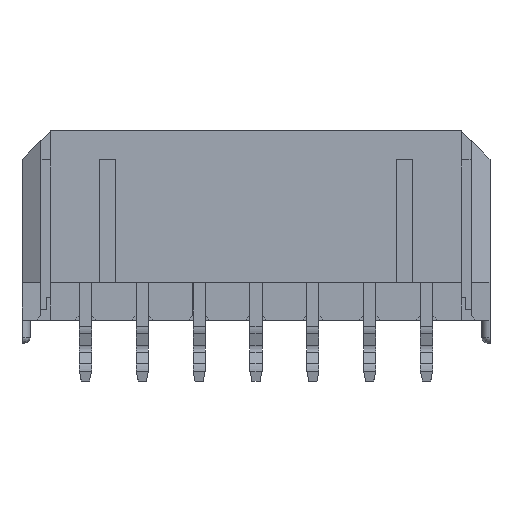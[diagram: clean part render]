
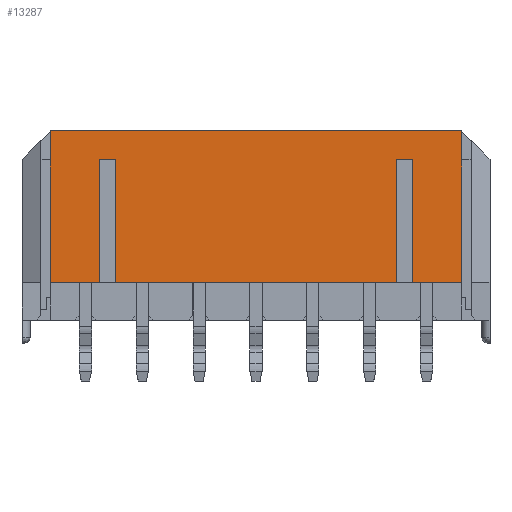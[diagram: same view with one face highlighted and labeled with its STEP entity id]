
A CAD part, top view. The second image highlights one B-rep face of the part: STEP entity #13287.
In plain terms, the highlighted planar face has unit normal (0, 0, 1).
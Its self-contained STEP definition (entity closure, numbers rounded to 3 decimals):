
#1620=DIRECTION('',(0.,1.,0.));
#1621=VECTOR('',#1620,6.5);
#1622=CARTESIAN_POINT('',(-7.425,2.,3.4));
#1623=LINE('',#1622,#1621);
#1624=DIRECTION('',(-1.,0.,0.));
#1625=VECTOR('',#1624,0.85);
#1626=CARTESIAN_POINT('',(-7.425,8.5,3.4));
#1627=LINE('',#1626,#1625);
#1628=DIRECTION('',(0.,-1.,0.));
#1629=VECTOR('',#1628,6.5);
#1630=CARTESIAN_POINT('',(-8.275,8.5,3.4));
#1631=LINE('',#1630,#1629);
#1632=DIRECTION('',(1.,0.,0.));
#1633=VECTOR('',#1632,2.575);
#1634=CARTESIAN_POINT('',(-10.85,2.,3.4));
#1635=LINE('',#1634,#1633);
#1636=DIRECTION('',(0.,1.,0.));
#1637=VECTOR('',#1636,8.);
#1638=CARTESIAN_POINT('',(-10.85,2.,3.4));
#1639=LINE('',#1638,#1637);
#1640=DIRECTION('',(-1.,0.,0.));
#1641=VECTOR('',#1640,21.7);
#1642=CARTESIAN_POINT('',(10.85,10.,3.4));
#1643=LINE('',#1642,#1641);
#1644=DIRECTION('',(0.,1.,0.));
#1645=VECTOR('',#1644,8.);
#1646=CARTESIAN_POINT('',(10.85,2.,3.4));
#1647=LINE('',#1646,#1645);
#1648=DIRECTION('',(1.,0.,0.));
#1649=VECTOR('',#1648,2.575);
#1650=CARTESIAN_POINT('',(8.275,2.,3.4));
#1651=LINE('',#1650,#1649);
#1652=DIRECTION('',(0.,1.,0.));
#1653=VECTOR('',#1652,6.5);
#1654=CARTESIAN_POINT('',(8.275,2.,3.4));
#1655=LINE('',#1654,#1653);
#1656=DIRECTION('',(-1.,0.,0.));
#1657=VECTOR('',#1656,0.85);
#1658=CARTESIAN_POINT('',(8.275,8.5,3.4));
#1659=LINE('',#1658,#1657);
#1660=DIRECTION('',(0.,-1.,0.));
#1661=VECTOR('',#1660,6.5);
#1662=CARTESIAN_POINT('',(7.425,8.5,3.4));
#1663=LINE('',#1662,#1661);
#1664=DIRECTION('',(1.,0.,0.));
#1665=VECTOR('',#1664,14.85);
#1666=CARTESIAN_POINT('',(-7.425,2.,3.4));
#1667=LINE('',#1666,#1665);
#8458=CARTESIAN_POINT('',(10.85,10.,3.4));
#8459=VERTEX_POINT('',#8458);
#8476=CARTESIAN_POINT('',(10.85,2.,3.4));
#8477=VERTEX_POINT('',#8476);
#8482=CARTESIAN_POINT('',(-10.85,2.,3.4));
#8483=VERTEX_POINT('',#8482);
#8484=CARTESIAN_POINT('',(-10.85,10.,3.4));
#8485=VERTEX_POINT('',#8484);
#8776=CARTESIAN_POINT('',(-7.425,2.,3.4));
#8777=CARTESIAN_POINT('',(-7.425,8.5,3.4));
#8778=VERTEX_POINT('',#8776);
#8779=VERTEX_POINT('',#8777);
#8780=CARTESIAN_POINT('',(-8.275,8.5,3.4));
#8781=VERTEX_POINT('',#8780);
#8782=CARTESIAN_POINT('',(-8.275,2.,3.4));
#8783=VERTEX_POINT('',#8782);
#8784=CARTESIAN_POINT('',(8.275,2.,3.4));
#8785=CARTESIAN_POINT('',(8.275,8.5,3.4));
#8786=VERTEX_POINT('',#8784);
#8787=VERTEX_POINT('',#8785);
#8788=CARTESIAN_POINT('',(7.425,8.5,3.4));
#8789=VERTEX_POINT('',#8788);
#8790=CARTESIAN_POINT('',(7.425,2.,3.4));
#8791=VERTEX_POINT('',#8790);
#13259=CARTESIAN_POINT('',(0.,0.,3.4));
#13260=DIRECTION('',(0.,0.,1.));
#13261=DIRECTION('',(1.,0.,0.));
#13262=AXIS2_PLACEMENT_3D('',#13259,#13260,#13261);
#13263=PLANE('',#13262);
#13265=ORIENTED_EDGE('',*,*,#13264,.T.);
#13267=ORIENTED_EDGE('',*,*,#13266,.T.);
#13269=ORIENTED_EDGE('',*,*,#13268,.T.);
#13270=ORIENTED_EDGE('',*,*,#13178,.F.);
#13272=ORIENTED_EDGE('',*,*,#13271,.T.);
#13274=ORIENTED_EDGE('',*,*,#13273,.F.);
#13276=ORIENTED_EDGE('',*,*,#13275,.F.);
#13277=ORIENTED_EDGE('',*,*,#13123,.F.);
#13279=ORIENTED_EDGE('',*,*,#13278,.T.);
#13281=ORIENTED_EDGE('',*,*,#13280,.T.);
#13283=ORIENTED_EDGE('',*,*,#13282,.T.);
#13284=ORIENTED_EDGE('',*,*,#13115,.F.);
#13285=EDGE_LOOP('',(#13265,#13267,#13269,#13270,#13272,#13274,#13276,#13277,
#13279,#13281,#13283,#13284));
#13286=FACE_OUTER_BOUND('',#13285,.F.);
#13115=EDGE_CURVE('',#8778,#8791,#1667,.T.);
#13123=EDGE_CURVE('',#8786,#8477,#1651,.T.);
#13178=EDGE_CURVE('',#8483,#8783,#1635,.T.);
#13264=EDGE_CURVE('',#8778,#8779,#1623,.T.);
#13266=EDGE_CURVE('',#8779,#8781,#1627,.T.);
#13268=EDGE_CURVE('',#8781,#8783,#1631,.T.);
#13271=EDGE_CURVE('',#8483,#8485,#1639,.T.);
#13273=EDGE_CURVE('',#8459,#8485,#1643,.T.);
#13275=EDGE_CURVE('',#8477,#8459,#1647,.T.);
#13278=EDGE_CURVE('',#8786,#8787,#1655,.T.);
#13280=EDGE_CURVE('',#8787,#8789,#1659,.T.);
#13282=EDGE_CURVE('',#8789,#8791,#1663,.T.);
#13287=ADVANCED_FACE('',(#13286),#13263,.T.);
